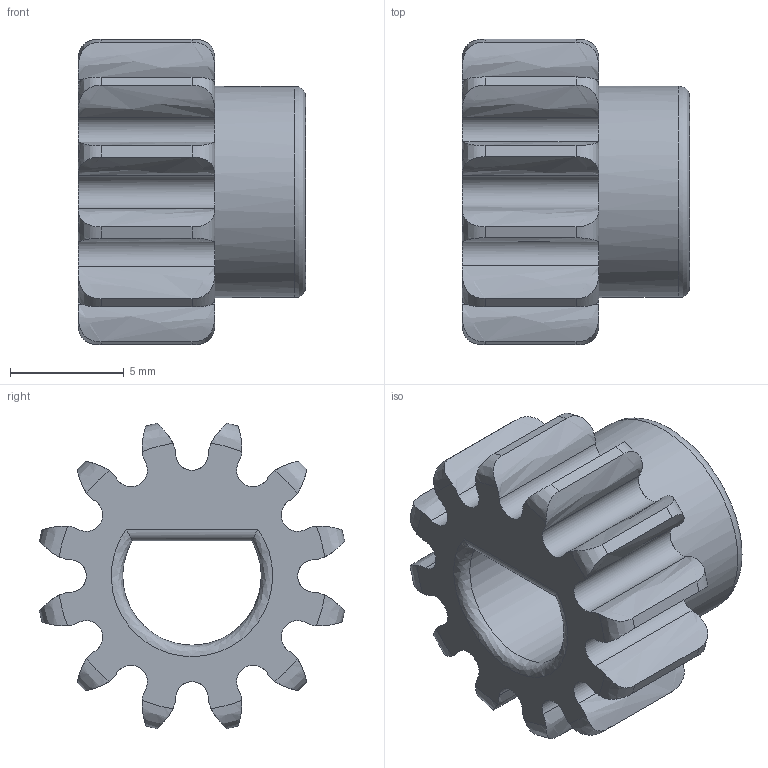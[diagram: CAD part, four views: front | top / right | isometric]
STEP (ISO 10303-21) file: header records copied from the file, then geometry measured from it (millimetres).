
FILE_DESCRIPTION(/* description */ ('STEP AP242 Edition 2','CAx-IF Rec.Pracs.---Representation and Presentation of Product Manufacturing Information (PMI)---4.0---2014-10-13','CAx-IF Rec.Pracs.---3D Tessellated Geometry---0.4---2014-09-14','2;1','CAx-IF Rec.Pracs.---User Defined Attributes---1.5---2016-08-15'),/* implementation_level */ '2;1');
FILE_NAME(/* name */ 'Part Studio 1 - spur1',/* time_stamp */ '2025-12-09T05:16:34Z',/* author */ (''),/* organization */ (''),/* preprocessor_version */ 'ST-DEVELOPER v20',/* originating_system */ 'ONSHAPE BY PTC INC, 1.207',/* authorisation */ ' ');
FILE_SCHEMA (('AP242_MANAGED_MODEL_BASED_3D_ENGINEERING_MIM_LF { 1 0 10303 442 3 1 4 }'));
Length unit declared in the file: metre
Products named in the file (1): spur1
Bounding box: 10 x 13.45 x 13.45 mm (x, y, z)
Volume: 644.8 mm3; surface area: 864.3 mm2
Topology: 1 solids, 1 shells, 94 faces, 258 edges, 166 vertices
Faces by surface type: bspline 53, cylinder 26, plane 15
Full cylindrical faces by diameter (mm): 9.3 x1
Entity records: 6217 total; most frequent: CARTESIAN_POINT 4355, ORIENTED_EDGE 512, EDGE_CURVE 256, B_SPLINE_CURVE_WITH_KNOTS 206, DIRECTION 182, VERTEX_POINT 166, EDGE_LOOP 98, FACE_BOUND 98
